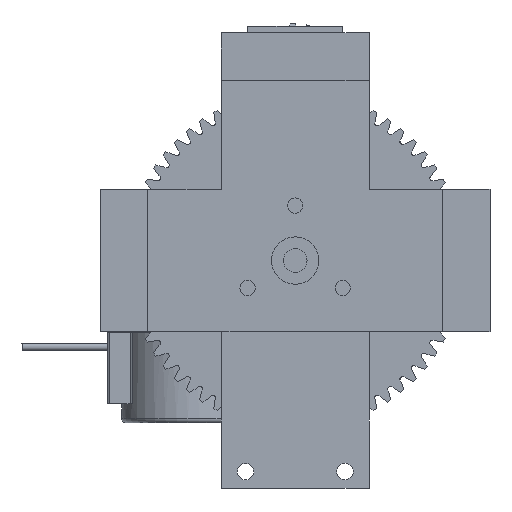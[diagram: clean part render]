
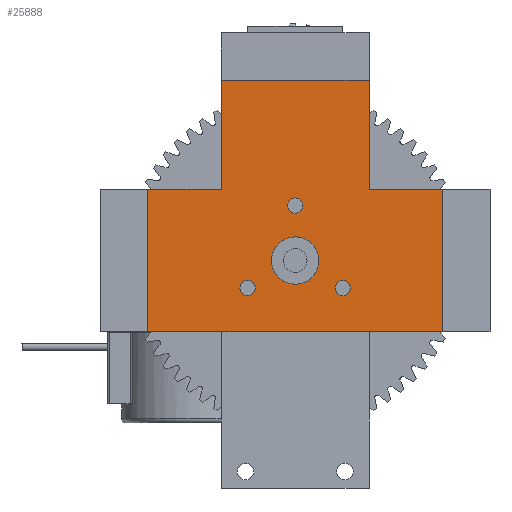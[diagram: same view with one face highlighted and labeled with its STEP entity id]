
A CAD part, front view. The second image highlights one B-rep face of the part: STEP entity #25888.
In plain terms, the highlighted planar face has unit normal (0, -1, 0).
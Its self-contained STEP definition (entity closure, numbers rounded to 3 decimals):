
#1918=FACE_BOUND('',#8477,.T.);
#1919=FACE_BOUND('',#8478,.T.);
#1920=FACE_BOUND('',#8479,.T.);
#1921=FACE_BOUND('',#8480,.T.);
#2294=PLANE('',#27790);
#3294=LINE('',#48577,#4981);
#3301=LINE('',#48591,#4988);
#3302=LINE('',#48593,#4989);
#3303=LINE('',#48595,#4990);
#3304=LINE('',#48597,#4991);
#3305=LINE('',#48599,#4992);
#3306=LINE('',#48601,#4993);
#3307=LINE('',#48602,#4994);
#4981=VECTOR('',#31942,10.);
#4988=VECTOR('',#31953,10.);
#4989=VECTOR('',#31954,10.);
#4990=VECTOR('',#31955,10.);
#4991=VECTOR('',#31956,10.);
#4992=VECTOR('',#31957,10.);
#4993=VECTOR('',#31958,10.);
#4994=VECTOR('',#31959,10.);
#6992=FACE_OUTER_BOUND('',#8476,.T.);
#8476=EDGE_LOOP('',(#21264,#21265,#21266,#21267,#21268,#21269,#21270,#21271));
#8477=EDGE_LOOP('',(#21272));
#8478=EDGE_LOOP('',(#21273));
#8479=EDGE_LOOP('',(#21274));
#8480=EDGE_LOOP('',(#21275));
#9736=CIRCLE('',#27791,5.);
#9737=CIRCLE('',#27792,1.6);
#9738=CIRCLE('',#27793,1.6);
#9739=CIRCLE('',#27794,1.6);
#11756=VERTEX_POINT('',#48575);
#11757=VERTEX_POINT('',#48576);
#11762=VERTEX_POINT('',#48590);
#11763=VERTEX_POINT('',#48592);
#11764=VERTEX_POINT('',#48594);
#11765=VERTEX_POINT('',#48596);
#11766=VERTEX_POINT('',#48598);
#11767=VERTEX_POINT('',#48600);
#11768=VERTEX_POINT('',#48603);
#11769=VERTEX_POINT('',#48605);
#11770=VERTEX_POINT('',#48607);
#11771=VERTEX_POINT('',#48609);
#15139=EDGE_CURVE('',#11756,#11757,#3294,.T.);
#15146=EDGE_CURVE('',#11757,#11762,#3301,.T.);
#15147=EDGE_CURVE('',#11762,#11763,#3302,.T.);
#15148=EDGE_CURVE('',#11763,#11764,#3303,.T.);
#15149=EDGE_CURVE('',#11764,#11765,#3304,.T.);
#15150=EDGE_CURVE('',#11765,#11766,#3305,.T.);
#15151=EDGE_CURVE('',#11766,#11767,#3306,.T.);
#15152=EDGE_CURVE('',#11767,#11756,#3307,.T.);
#15153=EDGE_CURVE('',#11768,#11768,#9736,.T.);
#15154=EDGE_CURVE('',#11769,#11769,#9737,.T.);
#15155=EDGE_CURVE('',#11770,#11770,#9738,.T.);
#15156=EDGE_CURVE('',#11771,#11771,#9739,.T.);
#21264=ORIENTED_EDGE('',*,*,#15139,.T.);
#21265=ORIENTED_EDGE('',*,*,#15146,.T.);
#21266=ORIENTED_EDGE('',*,*,#15147,.T.);
#21267=ORIENTED_EDGE('',*,*,#15148,.T.);
#21268=ORIENTED_EDGE('',*,*,#15149,.T.);
#21269=ORIENTED_EDGE('',*,*,#15150,.T.);
#21270=ORIENTED_EDGE('',*,*,#15151,.T.);
#21271=ORIENTED_EDGE('',*,*,#15152,.T.);
#21272=ORIENTED_EDGE('',*,*,#15153,.T.);
#21273=ORIENTED_EDGE('',*,*,#15154,.T.);
#21274=ORIENTED_EDGE('',*,*,#15155,.T.);
#21275=ORIENTED_EDGE('',*,*,#15156,.T.);
#25888=ADVANCED_FACE('',(#6992,#1918,#1919,#1920,#1921),#2294,.T.);
#27790=AXIS2_PLACEMENT_3D('',#48589,#31951,#31952);
#27791=AXIS2_PLACEMENT_3D('',#48604,#31960,#31961);
#27792=AXIS2_PLACEMENT_3D('',#48606,#31962,#31963);
#27793=AXIS2_PLACEMENT_3D('',#48608,#31964,#31965);
#27794=AXIS2_PLACEMENT_3D('',#48610,#31966,#31967);
#31942=DIRECTION('',(0.,0.,-1.));
#31951=DIRECTION('center_axis',(0.,-1.,0.));
#31952=DIRECTION('ref_axis',(1.,0.,0.));
#31953=DIRECTION('',(1.,0.,0.));
#31954=DIRECTION('',(0.,0.,1.));
#31955=DIRECTION('',(-1.,0.,0.));
#31956=DIRECTION('',(0.,0.,1.));
#31957=DIRECTION('',(-1.,0.,0.));
#31958=DIRECTION('',(0.,0.,-1.));
#31959=DIRECTION('',(-1.,0.,0.));
#31960=DIRECTION('center_axis',(0.,1.,0.));
#31961=DIRECTION('ref_axis',(1.,0.,0.));
#31962=DIRECTION('center_axis',(0.,1.,0.));
#31963=DIRECTION('ref_axis',(1.,0.,0.));
#31964=DIRECTION('center_axis',(0.,1.,0.));
#31965=DIRECTION('ref_axis',(1.,0.,0.));
#31966=DIRECTION('center_axis',(0.,1.,0.));
#31967=DIRECTION('ref_axis',(1.,0.,0.));
#48575=CARTESIAN_POINT('',(-24.376,-72.091,14.373));
#48576=CARTESIAN_POINT('',(-24.376,-72.091,-15.627));
#48577=CARTESIAN_POINT('',(-24.376,-72.091,0.123));
#48589=CARTESIAN_POINT('Origin',(6.696,-72.091,15.873));
#48590=CARTESIAN_POINT('',(37.768,-72.091,-15.627));
#48591=CARTESIAN_POINT('',(47.768,-72.091,-15.627));
#48592=CARTESIAN_POINT('',(37.768,-72.091,14.373));
#48593=CARTESIAN_POINT('',(37.768,-72.091,15.123));
#48594=CARTESIAN_POINT('',(22.292,-72.091,14.373));
#48595=CARTESIAN_POINT('',(-34.376,-72.091,14.373));
#48596=CARTESIAN_POINT('',(22.292,-72.091,37.373));
#48597=CARTESIAN_POINT('',(22.292,-72.091,47.373));
#48598=CARTESIAN_POINT('',(-8.9,-72.091,37.373));
#48599=CARTESIAN_POINT('',(-1.102,-72.091,37.373));
#48600=CARTESIAN_POINT('',(-8.9,-72.091,14.373));
#48601=CARTESIAN_POINT('',(-8.9,-72.091,14.373));
#48602=CARTESIAN_POINT('',(-34.376,-72.091,14.373));
#48603=CARTESIAN_POINT('',(1.696,-72.091,-0.627));
#48604=CARTESIAN_POINT('Origin',(6.696,-72.091,-0.627));
#48605=CARTESIAN_POINT('',(15.134,-72.091,-6.422));
#48606=CARTESIAN_POINT('Origin',(16.734,-72.091,-6.422));
#48607=CARTESIAN_POINT('',(-4.942,-72.091,-6.422));
#48608=CARTESIAN_POINT('Origin',(-3.342,-72.091,-6.422));
#48609=CARTESIAN_POINT('',(5.096,-72.091,10.964));
#48610=CARTESIAN_POINT('Origin',(6.696,-72.091,10.964));
